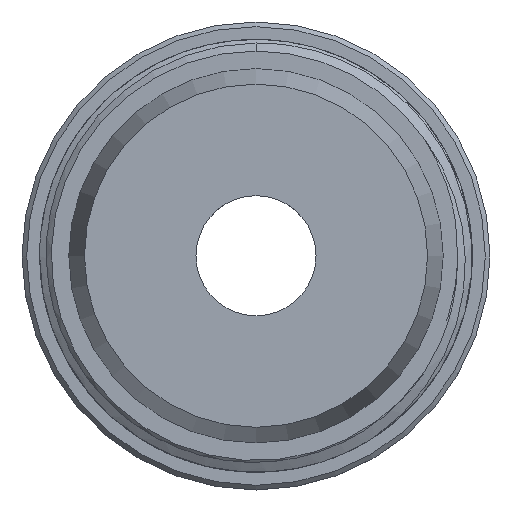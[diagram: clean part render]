
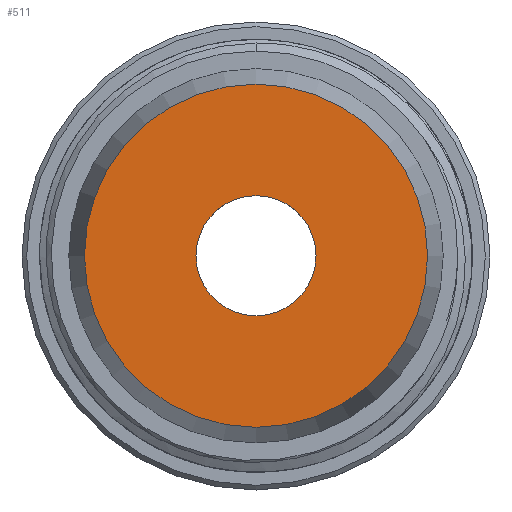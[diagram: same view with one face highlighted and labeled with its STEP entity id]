
A CAD part, top view. The second image highlights one B-rep face of the part: STEP entity #511.
In plain terms, the highlighted planar face has unit normal (0, 0, 1).
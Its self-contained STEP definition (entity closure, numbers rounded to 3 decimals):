
#24=FACE_BOUND('',#105,.T.);
#34=PLANE('',#578);
#67=FACE_OUTER_BOUND('',#104,.T.);
#104=EDGE_LOOP('',(#425));
#105=EDGE_LOOP('',(#426));
#136=CIRCLE('',#577,3.85);
#137=CIRCLE('',#579,11.);
#248=VERTEX_POINT('',#1664);
#249=VERTEX_POINT('',#1668);
#314=EDGE_CURVE('',#248,#248,#136,.T.);
#315=EDGE_CURVE('',#249,#249,#137,.T.);
#425=ORIENTED_EDGE('',*,*,#315,.T.);
#426=ORIENTED_EDGE('',*,*,#314,.F.);
#511=ADVANCED_FACE('',(#67,#24),#34,.T.);
#577=AXIS2_PLACEMENT_3D('',#1666,#697,#698);
#578=AXIS2_PLACEMENT_3D('',#1667,#699,#700);
#579=AXIS2_PLACEMENT_3D('',#1669,#701,#702);
#697=DIRECTION('center_axis',(0.,0.,1.));
#698=DIRECTION('ref_axis',(1.,0.,0.));
#699=DIRECTION('center_axis',(0.,0.,1.));
#700=DIRECTION('ref_axis',(1.,0.,0.));
#701=DIRECTION('center_axis',(0.,0.,1.));
#702=DIRECTION('ref_axis',(-1.,0.,0.));
#1664=CARTESIAN_POINT('',(-3.85,0.,9.5));
#1666=CARTESIAN_POINT('Origin',(0.,0.,9.5));
#1667=CARTESIAN_POINT('Origin',(0.,0.,9.5));
#1668=CARTESIAN_POINT('',(0.,11.,9.5));
#1669=CARTESIAN_POINT('Origin',(0.,0.,9.5));
